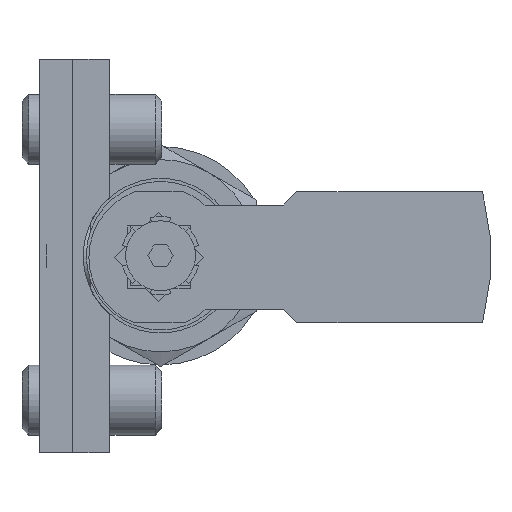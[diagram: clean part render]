
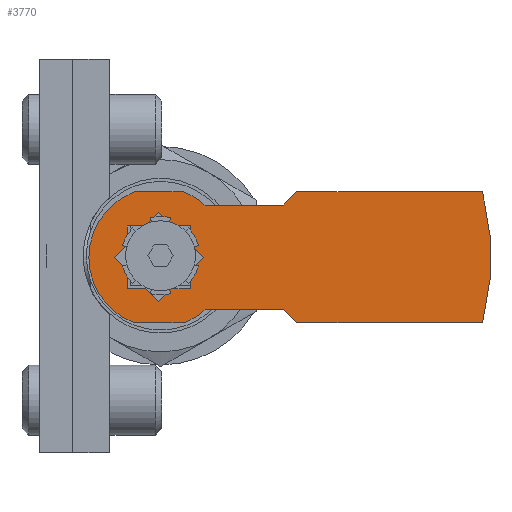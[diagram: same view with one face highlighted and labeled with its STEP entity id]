
A CAD part, left-side view. The second image highlights one B-rep face of the part: STEP entity #3770.
In plain terms, the highlighted face is planar.
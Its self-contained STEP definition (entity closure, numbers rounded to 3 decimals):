
#2824=CARTESIAN_POINT('',(-1.491,-3.6,0.));
#2825=VERTEX_POINT('',#2824);
#2826=CARTESIAN_POINT('',(0.,-5.091,0.));
#2827=VERTEX_POINT('',#2826);
#2828=CARTESIAN_POINT('',(-1.491,-3.6,0.));
#2829=DIRECTION('',(0.707,-0.707,0.0));
#2830=VECTOR('',#2829,2.109);
#2831=LINE('',#2828,#2830);
#2832=EDGE_CURVE('',#2825,#2827,#2831,.T.);
#2864=CARTESIAN_POINT('',(1.491,-3.6,0.));
#2865=VERTEX_POINT('',#2864);
#2866=CARTESIAN_POINT('',(0.,-5.091,0.0));
#2867=DIRECTION('',(0.707,0.707,0.0));
#2868=VECTOR('',#2867,2.109);
#2869=LINE('',#2866,#2868);
#2870=EDGE_CURVE('',#2827,#2865,#2869,.T.);
#2895=CARTESIAN_POINT('',(3.6,-3.6,0.));
#2896=VERTEX_POINT('',#2895);
#2897=CARTESIAN_POINT('',(1.491,-3.6,0.0));
#2898=DIRECTION('',(1.0,0.0,0.0));
#2899=VECTOR('',#2898,2.109);
#2900=LINE('',#2897,#2899);
#2901=EDGE_CURVE('',#2865,#2896,#2900,.T.);
#2926=CARTESIAN_POINT('',(3.6,-1.491,0.));
#2927=VERTEX_POINT('',#2926);
#2928=CARTESIAN_POINT('',(3.6,-3.6,0.0));
#2929=DIRECTION('',(0.0,1.0,0.0));
#2930=VECTOR('',#2929,2.109);
#2931=LINE('',#2928,#2930);
#2932=EDGE_CURVE('',#2896,#2927,#2931,.T.);
#2957=CARTESIAN_POINT('',(5.091,0.,0.));
#2958=VERTEX_POINT('',#2957);
#2959=CARTESIAN_POINT('',(3.6,-1.491,0.0));
#2960=DIRECTION('',(0.707,0.707,0.0));
#2961=VECTOR('',#2960,2.109);
#2962=LINE('',#2959,#2961);
#2963=EDGE_CURVE('',#2927,#2958,#2962,.T.);
#2988=CARTESIAN_POINT('',(3.6,1.491,0.));
#2989=VERTEX_POINT('',#2988);
#2990=CARTESIAN_POINT('',(5.091,0.,0.0));
#2991=DIRECTION('',(-0.707,0.707,0.0));
#2992=VECTOR('',#2991,2.109);
#2993=LINE('',#2990,#2992);
#2994=EDGE_CURVE('',#2958,#2989,#2993,.T.);
#3019=CARTESIAN_POINT('',(3.6,3.6,0.));
#3020=VERTEX_POINT('',#3019);
#3021=CARTESIAN_POINT('',(3.6,1.491,0.0));
#3022=DIRECTION('',(0.0,1.0,0.0));
#3023=VECTOR('',#3022,2.109);
#3024=LINE('',#3021,#3023);
#3025=EDGE_CURVE('',#2989,#3020,#3024,.T.);
#3050=CARTESIAN_POINT('',(1.491,3.6,0.));
#3051=VERTEX_POINT('',#3050);
#3052=CARTESIAN_POINT('',(3.6,3.6,0.0));
#3053=DIRECTION('',(-1.0,0.0,0.0));
#3054=VECTOR('',#3053,2.109);
#3055=LINE('',#3052,#3054);
#3056=EDGE_CURVE('',#3020,#3051,#3055,.T.);
#3081=CARTESIAN_POINT('',(0.,5.091,0.));
#3082=VERTEX_POINT('',#3081);
#3083=CARTESIAN_POINT('',(1.491,3.6,0.0));
#3084=DIRECTION('',(-0.707,0.707,0.0));
#3085=VECTOR('',#3084,2.109);
#3086=LINE('',#3083,#3085);
#3087=EDGE_CURVE('',#3051,#3082,#3086,.T.);
#3112=CARTESIAN_POINT('',(-1.491,3.6,0.));
#3113=VERTEX_POINT('',#3112);
#3114=CARTESIAN_POINT('',(0.,5.091,0.0));
#3115=DIRECTION('',(-0.707,-0.707,0.0));
#3116=VECTOR('',#3115,2.109);
#3117=LINE('',#3114,#3116);
#3118=EDGE_CURVE('',#3082,#3113,#3117,.T.);
#3143=CARTESIAN_POINT('',(-3.6,3.6,0.));
#3144=VERTEX_POINT('',#3143);
#3145=CARTESIAN_POINT('',(-1.491,3.6,0.0));
#3146=DIRECTION('',(-1.0,0.0,0.0));
#3147=VECTOR('',#3146,2.109);
#3148=LINE('',#3145,#3147);
#3149=EDGE_CURVE('',#3113,#3144,#3148,.T.);
#3174=CARTESIAN_POINT('',(-3.6,1.491,0.));
#3175=VERTEX_POINT('',#3174);
#3176=CARTESIAN_POINT('',(-3.6,3.6,0.0));
#3177=DIRECTION('',(0.0,-1.0,0.0));
#3178=VECTOR('',#3177,2.109);
#3179=LINE('',#3176,#3178);
#3180=EDGE_CURVE('',#3144,#3175,#3179,.T.);
#3205=CARTESIAN_POINT('',(-5.091,0.,0.));
#3206=VERTEX_POINT('',#3205);
#3207=CARTESIAN_POINT('',(-3.6,1.491,0.0));
#3208=DIRECTION('',(-0.707,-0.707,0.0));
#3209=VECTOR('',#3208,2.109);
#3210=LINE('',#3207,#3209);
#3211=EDGE_CURVE('',#3175,#3206,#3210,.T.);
#3236=CARTESIAN_POINT('',(-3.6,-1.491,0.));
#3237=VERTEX_POINT('',#3236);
#3238=CARTESIAN_POINT('',(-5.091,0.,0.0));
#3239=DIRECTION('',(0.707,-0.707,0.0));
#3240=VECTOR('',#3239,2.109);
#3241=LINE('',#3238,#3240);
#3242=EDGE_CURVE('',#3206,#3237,#3241,.T.);
#3267=CARTESIAN_POINT('',(-3.6,-3.6,0.));
#3268=VERTEX_POINT('',#3267);
#3269=CARTESIAN_POINT('',(-3.6,-1.491,0.0));
#3270=DIRECTION('',(0.0,-1.0,0.0));
#3271=VECTOR('',#3270,2.109);
#3272=LINE('',#3269,#3271);
#3273=EDGE_CURVE('',#3237,#3268,#3272,.T.);
#3298=CARTESIAN_POINT('',(-3.6,-3.6,0.0));
#3299=DIRECTION('',(1.0,0.0,0.0));
#3300=VECTOR('',#3299,2.109);
#3301=LINE('',#3298,#3300);
#3302=EDGE_CURVE('',#3268,#2825,#3301,.T.);
#3330=CARTESIAN_POINT('',(15.792,7.5,0.0));
#3331=VERTEX_POINT('',#3330);
#3338=CARTESIAN_POINT('',(14.292,6.,0.0));
#3339=VERTEX_POINT('',#3338);
#3340=CARTESIAN_POINT('',(14.292,6.,0.0));
#3341=DIRECTION('',(0.707,0.707,0.0));
#3342=VECTOR('',#3341,2.121);
#3343=LINE('',#3340,#3342);
#3344=EDGE_CURVE('',#3339,#3331,#3343,.T.);
#3368=CARTESIAN_POINT('',(37.047,7.5,0.0));
#3369=VERTEX_POINT('',#3368);
#3376=CARTESIAN_POINT('',(15.792,7.5,0.0));
#3377=DIRECTION('',(1.0,0.0,0.0));
#3378=VECTOR('',#3377,21.256);
#3379=LINE('',#3376,#3378);
#3380=EDGE_CURVE('',#3331,#3369,#3379,.T.);
#3400=CARTESIAN_POINT('',(37.047,-7.5,0.0));
#3401=VERTEX_POINT('',#3400);
#3408=CARTESIAN_POINT('',(8.0,0.0,0.0));
#3409=DIRECTION('',(0.0,0.0,-1.0));
#3410=DIRECTION('',(-0.968,0.25,0.0));
#3411=AXIS2_PLACEMENT_3D('',#3408,#3409,#3410);
#3412=CIRCLE('',#3411,30.0);
#3413=EDGE_CURVE('',#3369,#3401,#3412,.T.);
#3432=CARTESIAN_POINT('',(15.792,-7.5,0.0));
#3433=VERTEX_POINT('',#3432);
#3440=CARTESIAN_POINT('',(37.047,-7.5,0.0));
#3441=DIRECTION('',(-1.0,0.0,0.0));
#3442=VECTOR('',#3441,21.256);
#3443=LINE('',#3440,#3442);
#3444=EDGE_CURVE('',#3401,#3433,#3443,.T.);
#3463=CARTESIAN_POINT('',(14.292,-6.,0.0));
#3464=VERTEX_POINT('',#3463);
#3471=CARTESIAN_POINT('',(15.792,-7.5,0.0));
#3472=DIRECTION('',(-0.707,0.707,0.0));
#3473=VECTOR('',#3472,2.121);
#3474=LINE('',#3471,#3473);
#3475=EDGE_CURVE('',#3433,#3464,#3474,.T.);
#3494=CARTESIAN_POINT('',(5.292,-6.,0.0));
#3495=VERTEX_POINT('',#3494);
#3502=CARTESIAN_POINT('',(14.292,-6.,0.0));
#3503=DIRECTION('',(-1.0,0.0,0.0));
#3504=VECTOR('',#3503,9.);
#3505=LINE('',#3502,#3504);
#3506=EDGE_CURVE('',#3464,#3495,#3505,.T.);
#3526=CARTESIAN_POINT('',(2.784,-7.5,0.0));
#3527=VERTEX_POINT('',#3526);
#3534=CARTESIAN_POINT('',(0.0,0.0,0.0));
#3535=DIRECTION('',(0.0,0.0,-1.));
#3536=DIRECTION('',(-0.348,0.938,0.0));
#3537=AXIS2_PLACEMENT_3D('',#3534,#3535,#3536);
#3538=CIRCLE('',#3537,8.);
#3539=EDGE_CURVE('',#3495,#3527,#3538,.T.);
#3558=CARTESIAN_POINT('',(-2.784,-7.5,0.0));
#3559=VERTEX_POINT('',#3558);
#3566=CARTESIAN_POINT('',(2.784,-7.5,0.0));
#3567=DIRECTION('',(-1.0,0.0,0.0));
#3568=VECTOR('',#3567,5.568);
#3569=LINE('',#3566,#3568);
#3570=EDGE_CURVE('',#3527,#3559,#3569,.T.);
#3590=CARTESIAN_POINT('',(-2.784,7.5,0.0));
#3591=VERTEX_POINT('',#3590);
#3598=CARTESIAN_POINT('',(0.0,0.0,0.0));
#3599=DIRECTION('',(0.0,0.0,-1.));
#3600=DIRECTION('',(0.348,-0.938,0.0));
#3601=AXIS2_PLACEMENT_3D('',#3598,#3599,#3600);
#3602=CIRCLE('',#3601,8.0);
#3603=EDGE_CURVE('',#3559,#3591,#3602,.T.);
#3622=CARTESIAN_POINT('',(2.784,7.5,0.0));
#3623=VERTEX_POINT('',#3622);
#3630=CARTESIAN_POINT('',(-2.784,7.5,0.0));
#3631=DIRECTION('',(1.0,0.0,0.0));
#3632=VECTOR('',#3631,5.568);
#3633=LINE('',#3630,#3632);
#3634=EDGE_CURVE('',#3591,#3623,#3633,.T.);
#3654=CARTESIAN_POINT('',(5.292,6.,0.0));
#3655=VERTEX_POINT('',#3654);
#3662=CARTESIAN_POINT('',(0.0,0.0,0.0));
#3663=DIRECTION('',(0.0,0.0,-1.0));
#3664=DIRECTION('',(-0.661,-0.75,0.0));
#3665=AXIS2_PLACEMENT_3D('',#3662,#3663,#3664);
#3666=CIRCLE('',#3665,8.0);
#3667=EDGE_CURVE('',#3623,#3655,#3666,.T.);
#3685=CARTESIAN_POINT('',(5.292,6.,0.0));
#3686=DIRECTION('',(1.0,0.0,0.0));
#3687=VECTOR('',#3686,9.0);
#3688=LINE('',#3685,#3687);
#3689=EDGE_CURVE('',#3655,#3339,#3688,.T.);
#3733=CARTESIAN_POINT('',(15.846,0.,0.0));
#3734=DIRECTION('',(0.0,0.0,1.0));
#3735=DIRECTION('',(1.0,0.0,0.0));
#3736=AXIS2_PLACEMENT_3D('',#3733,#3734,#3735);
#3737=PLANE('',#3736);
#3738=ORIENTED_EDGE('',*,*,#3689,.T.);
#3739=ORIENTED_EDGE('',*,*,#3344,.T.);
#3740=ORIENTED_EDGE('',*,*,#3380,.T.);
#3741=ORIENTED_EDGE('',*,*,#3413,.T.);
#3742=ORIENTED_EDGE('',*,*,#3444,.T.);
#3743=ORIENTED_EDGE('',*,*,#3475,.T.);
#3744=ORIENTED_EDGE('',*,*,#3506,.T.);
#3745=ORIENTED_EDGE('',*,*,#3539,.T.);
#3746=ORIENTED_EDGE('',*,*,#3570,.T.);
#3747=ORIENTED_EDGE('',*,*,#3603,.T.);
#3748=ORIENTED_EDGE('',*,*,#3634,.T.);
#3749=ORIENTED_EDGE('',*,*,#3667,.T.);
#3750=EDGE_LOOP('',(#3738,#3739,#3740,#3741,#3742,#3743,#3744,#3745,#3746,#3747,#3748,#3749));
#3751=FACE_OUTER_BOUND('',#3750,.T.);
#3752=ORIENTED_EDGE('',*,*,#2832,.T.);
#3753=ORIENTED_EDGE('',*,*,#2870,.T.);
#3754=ORIENTED_EDGE('',*,*,#2901,.T.);
#3755=ORIENTED_EDGE('',*,*,#2932,.T.);
#3756=ORIENTED_EDGE('',*,*,#2963,.T.);
#3757=ORIENTED_EDGE('',*,*,#2994,.T.);
#3758=ORIENTED_EDGE('',*,*,#3025,.T.);
#3759=ORIENTED_EDGE('',*,*,#3056,.T.);
#3760=ORIENTED_EDGE('',*,*,#3087,.T.);
#3761=ORIENTED_EDGE('',*,*,#3118,.T.);
#3762=ORIENTED_EDGE('',*,*,#3149,.T.);
#3763=ORIENTED_EDGE('',*,*,#3180,.T.);
#3764=ORIENTED_EDGE('',*,*,#3211,.T.);
#3765=ORIENTED_EDGE('',*,*,#3242,.T.);
#3766=ORIENTED_EDGE('',*,*,#3273,.T.);
#3767=ORIENTED_EDGE('',*,*,#3302,.T.);
#3768=EDGE_LOOP('',(#3752,#3753,#3754,#3755,#3756,#3757,#3758,#3759,#3760,#3761,#3762,#3763,#3764,#3765,#3766,#3767));
#3769=FACE_BOUND('',#3768,.T.);
#3770=ADVANCED_FACE('',(#3751,#3769),#3737,.F.);
